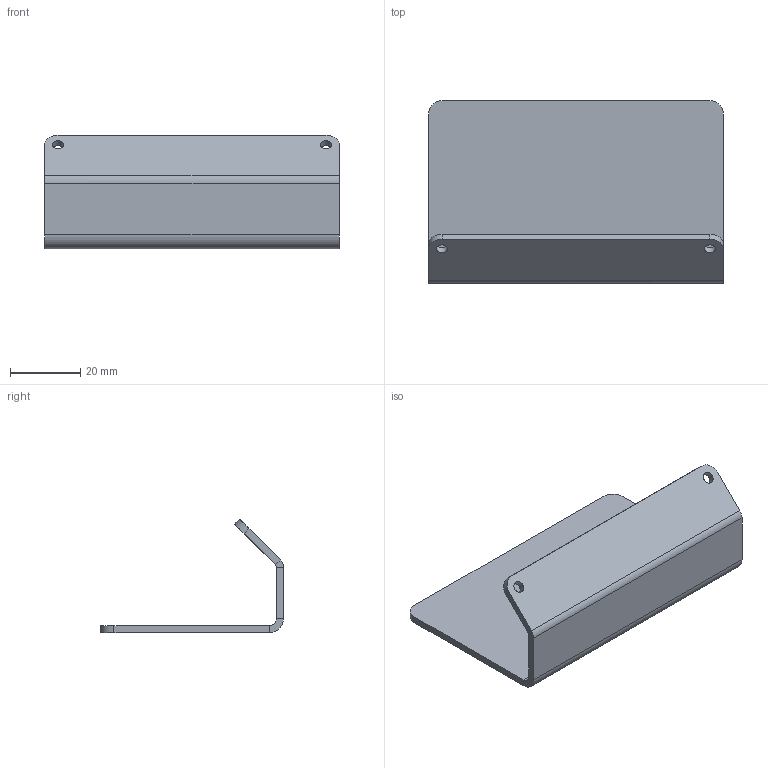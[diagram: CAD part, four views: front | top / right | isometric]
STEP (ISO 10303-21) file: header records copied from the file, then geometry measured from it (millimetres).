
FILE_DESCRIPTION(('FreeCAD Model'),'2;1');
FILE_NAME('Open CASCADE Shape Model','2024-06-22T13:17:38',('Author'),( ''),'Open CASCADE STEP processor 7.6','FreeCAD','Unknown');
FILE_SCHEMA(('AUTOMOTIVE_DESIGN { 1 0 10303 214 1 1 1 1 }'));
Length unit declared in the file: millimetre
Products named in the file (1): Body
Bounding box: 83.82 x 52 x 32.31 mm (x, y, z)
Volume: 14238.4 mm3; surface area: 14941.9 mm2
Topology: 1 solids, 1 shells, 28 faces, 62 edges, 36 vertices
Faces by surface type: plane 14, cylinder 10, bspline 4
Full cylindrical faces by diameter (mm): 3.2 x2
Entity records: 1691 total; most frequent: CARTESIAN_POINT 1077, ORIENTED_EDGE 124, DIRECTION 116, EDGE_CURVE 62, AXIS2_PLACEMENT_3D 41, VERTEX_POINT 36, LINE 34, VECTOR 34
